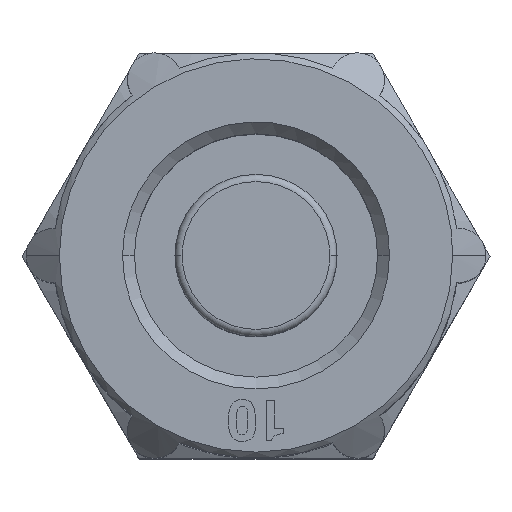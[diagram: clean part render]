
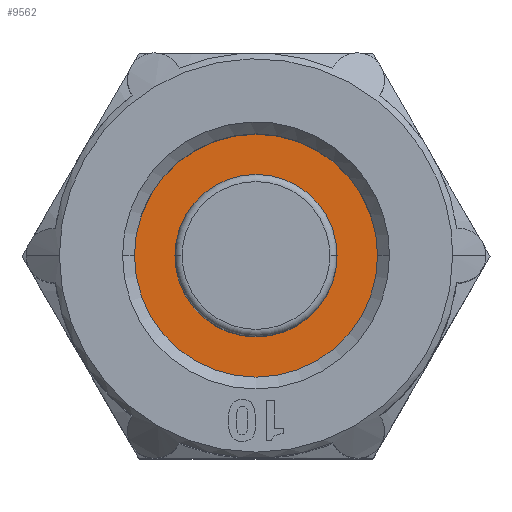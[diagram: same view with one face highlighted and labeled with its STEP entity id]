
A CAD part, top view. The second image highlights one B-rep face of the part: STEP entity #9562.
In plain terms, the highlighted planar face has unit normal (0, 0, 1).
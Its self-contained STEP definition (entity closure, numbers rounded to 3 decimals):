
#143=CARTESIAN_POINT('',(3.4,0.,8.75));
#144=VERTEX_POINT('',#143);
#160=CARTESIAN_POINT('',(-3.4,0.,8.75));
#161=VERTEX_POINT('',#160);
#168=CARTESIAN_POINT('',(0.,0.,8.75));
#169=DIRECTION('',(0.0,0.0,1.0));
#170=DIRECTION('',(-1.0,0.0,0.0));
#171=AXIS2_PLACEMENT_3D('',#168,#169,#170);
#172=CIRCLE('',#171,3.4);
#173=EDGE_CURVE('',#161,#144,#172,.T.);
#653=CARTESIAN_POINT('',(5.1,0.,8.75));
#654=VERTEX_POINT('',#653);
#668=CARTESIAN_POINT('',(-5.1,0.,8.75));
#669=VERTEX_POINT('',#668);
#676=CARTESIAN_POINT('',(0.,0.,8.75));
#677=DIRECTION('',(0.0,0.0,1.0));
#678=DIRECTION('',(1.0,0.0,0.0));
#679=AXIS2_PLACEMENT_3D('',#676,#677,#678);
#680=CIRCLE('',#679,5.1);
#681=EDGE_CURVE('',#654,#669,#680,.T.);
#692=CARTESIAN_POINT('',(0.,0.,8.75));
#693=DIRECTION('',(0.0,0.0,1.0));
#694=DIRECTION('',(1.0,0.0,0.0));
#695=AXIS2_PLACEMENT_3D('',#692,#693,#694);
#696=CIRCLE('',#695,5.1);
#697=EDGE_CURVE('',#669,#654,#696,.T.);
#9543=CARTESIAN_POINT('',(7.,0.,8.75));
#9544=DIRECTION('',(0.0,0.0,1.0));
#9545=DIRECTION('',(1.0,0.0,0.0));
#9546=AXIS2_PLACEMENT_3D('',#9543,#9544,#9545);
#9547=PLANE('',#9546);
#9548=ORIENTED_EDGE('',*,*,#697,.T.);
#9549=ORIENTED_EDGE('',*,*,#681,.T.);
#9550=EDGE_LOOP('',(#9548,#9549));
#9551=FACE_OUTER_BOUND('',#9550,.T.);
#9552=ORIENTED_EDGE('',*,*,#173,.F.);
#9553=CARTESIAN_POINT('',(0.,0.,8.75));
#9554=DIRECTION('',(0.0,0.0,1.0));
#9555=DIRECTION('',(-1.0,0.0,0.0));
#9556=AXIS2_PLACEMENT_3D('',#9553,#9554,#9555);
#9557=CIRCLE('',#9556,3.4);
#9558=EDGE_CURVE('',#144,#161,#9557,.T.);
#9559=ORIENTED_EDGE('',*,*,#9558,.F.);
#9560=EDGE_LOOP('',(#9552,#9559));
#9561=FACE_BOUND('',#9560,.T.);
#9562=ADVANCED_FACE('',(#9551,#9561),#9547,.T.);
